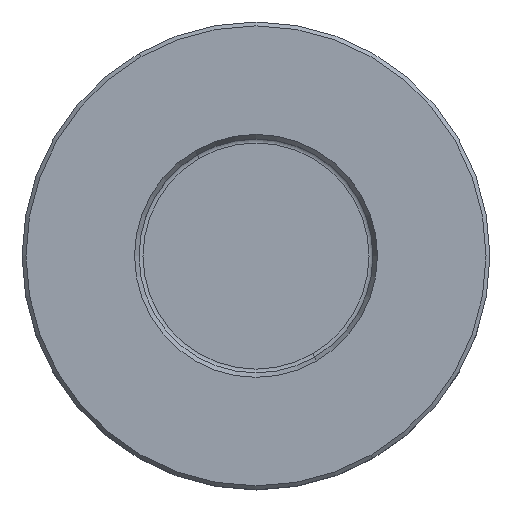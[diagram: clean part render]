
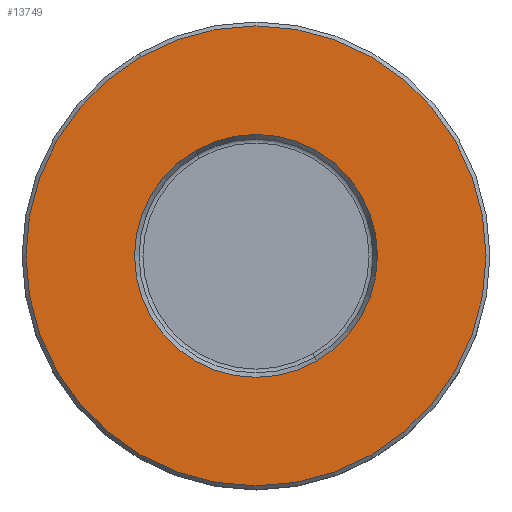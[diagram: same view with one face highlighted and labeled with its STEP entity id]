
A CAD part, top view. The second image highlights one B-rep face of the part: STEP entity #13749.
In plain terms, the highlighted planar face has unit normal (0, 0, 1).
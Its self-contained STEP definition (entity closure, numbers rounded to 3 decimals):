
#223=CARTESIAN_POINT('',(0.,0.,41.));
#224=DIRECTION('',(0.,0.,1.));
#225=DIRECTION('',(-0.5,0.866,0.));
#226=AXIS2_PLACEMENT_3D('',#223,#224,#225);
#231=CARTESIAN_POINT('',(0.,0.,41.));
#232=DIRECTION('',(0.,0.,-1.));
#233=DIRECTION('',(-0.5,0.866,0.));
#234=AXIS2_PLACEMENT_3D('',#231,#232,#233);
#253=CARTESIAN_POINT('',(0.,0.,41.));
#254=DIRECTION('',(0.,0.,-1.));
#255=DIRECTION('',(-0.5,0.866,0.));
#256=AXIS2_PLACEMENT_3D('',#253,#254,#255);
#261=CARTESIAN_POINT('',(0.,0.,41.));
#262=DIRECTION('',(0.,0.,1.));
#263=DIRECTION('',(-0.5,0.866,0.));
#264=AXIS2_PLACEMENT_3D('',#261,#262,#263);
#13244=CARTESIAN_POINT('',(-7.789,13.49,41.));
#13245=VERTEX_POINT('',#13244);
#13246=CARTESIAN_POINT('',(-14.75,25.548,41.));
#13248=VERTEX_POINT('',#13246);
#13302=CARTESIAN_POINT('',(7.789,-13.49,41.));
#13303=VERTEX_POINT('',#13302);
#13304=CARTESIAN_POINT('',(14.75,-25.548,41.));
#13306=VERTEX_POINT('',#13304);
#13734=CARTESIAN_POINT('',(0.,0.,41.));
#13735=DIRECTION('',(0.,0.,1.));
#13736=DIRECTION('',(0.5,-0.866,0.));
#13737=AXIS2_PLACEMENT_3D('',#13734,#13735,#13736);
#13738=PLANE('',#13737);
#13740=ORIENTED_EDGE('',*,*,#13739,.T.);
#13742=ORIENTED_EDGE('',*,*,#13741,.F.);
#13743=EDGE_LOOP('',(#13740,#13742));
#13744=FACE_OUTER_BOUND('',#13743,.F.);
#13745=ORIENTED_EDGE('',*,*,#13716,.T.);
#13746=ORIENTED_EDGE('',*,*,#13727,.F.);
#13747=EDGE_LOOP('',(#13745,#13746));
#13748=FACE_BOUND('',#13747,.F.);
#13749=ADVANCED_FACE('',(#13744,#13748),#13738,.T.);
#227=CIRCLE('',#226,15.577);
#235=CIRCLE('',#234,15.577);
#257=CIRCLE('',#256,29.5);
#265=CIRCLE('',#264,29.5);
#13716=EDGE_CURVE('',#13245,#13303,#227,.T.);
#13727=EDGE_CURVE('',#13245,#13303,#235,.T.);
#13739=EDGE_CURVE('',#13248,#13306,#257,.T.);
#13741=EDGE_CURVE('',#13248,#13306,#265,.T.);
